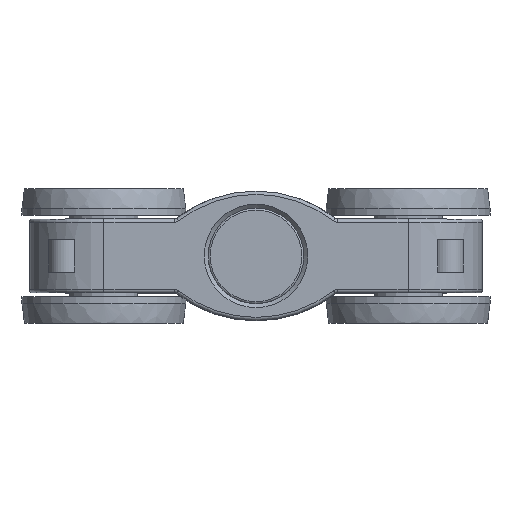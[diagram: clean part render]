
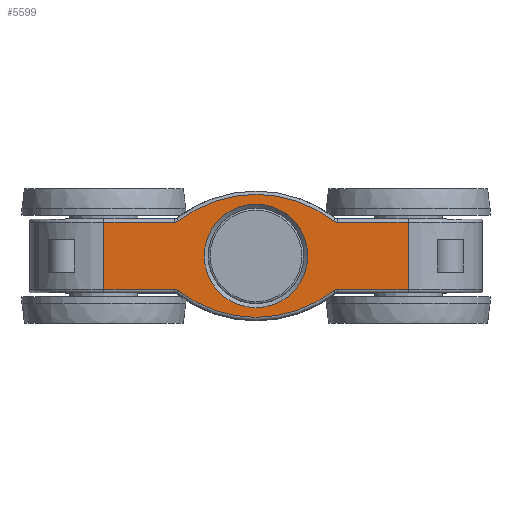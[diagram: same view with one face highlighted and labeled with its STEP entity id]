
A CAD part, top view. The second image highlights one B-rep face of the part: STEP entity #5599.
In plain terms, the highlighted planar face has unit normal (0, 0, 1).
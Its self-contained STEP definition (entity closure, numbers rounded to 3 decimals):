
#381=CIRCLE('',#6236,1.);
#386=CIRCLE('',#6243,19.5);
#391=CIRCLE('',#6250,1.);
#397=CIRCLE('',#6261,1.);
#398=CIRCLE('',#6262,19.5);
#399=CIRCLE('',#6263,1.);
#400=CIRCLE('',#6264,8.);
#401=CIRCLE('',#6265,8.);
#897=FACE_BOUND('',#1381,.T.);
#1043=FACE_OUTER_BOUND('',#1380,.T.);
#1380=EDGE_LOOP('',(#4292,#4293,#4294,#4295,#4296,#4297,#4298,#4299,#4300,
#4301,#4302,#4303));
#1381=EDGE_LOOP('',(#4304,#4305));
#1757=LINE('',#9076,#2089);
#1821=LINE('',#9329,#2153);
#1835=LINE('',#9387,#2167);
#1838=LINE('',#9426,#2170);
#1840=LINE('',#9435,#2172);
#1841=LINE('',#9442,#2173);
#2089=VECTOR('',#7134,10.);
#2153=VECTOR('',#7354,10.);
#2167=VECTOR('',#7426,10.);
#2170=VECTOR('',#7479,10.);
#2172=VECTOR('',#7491,10.);
#2173=VECTOR('',#7498,10.);
#2436=VERTEX_POINT('',#9073);
#2437=VERTEX_POINT('',#9075);
#2503=VERTEX_POINT('',#9326);
#2504=VERTEX_POINT('',#9328);
#2518=VERTEX_POINT('',#9383);
#2521=VERTEX_POINT('',#9393);
#2524=VERTEX_POINT('',#9403);
#2527=VERTEX_POINT('',#9413);
#2532=VERTEX_POINT('',#9434);
#2533=VERTEX_POINT('',#9436);
#2534=VERTEX_POINT('',#9438);
#2535=VERTEX_POINT('',#9440);
#2536=VERTEX_POINT('',#9443);
#2537=VERTEX_POINT('',#9444);
#3044=EDGE_CURVE('',#2437,#2436,#1757,.T.);
#3152=EDGE_CURVE('',#2504,#2503,#1821,.T.);
#3181=EDGE_CURVE('',#2437,#2518,#1835,.T.);
#3186=EDGE_CURVE('',#2518,#2521,#381,.T.);
#3191=EDGE_CURVE('',#2521,#2524,#386,.T.);
#3196=EDGE_CURVE('',#2524,#2527,#391,.T.);
#3201=EDGE_CURVE('',#2527,#2503,#1838,.T.);
#3205=EDGE_CURVE('',#2532,#2436,#1840,.T.);
#3206=EDGE_CURVE('',#2533,#2532,#397,.T.);
#3207=EDGE_CURVE('',#2534,#2533,#398,.T.);
#3208=EDGE_CURVE('',#2535,#2534,#399,.T.);
#3209=EDGE_CURVE('',#2504,#2535,#1841,.T.);
#3210=EDGE_CURVE('',#2536,#2537,#400,.T.);
#3211=EDGE_CURVE('',#2537,#2536,#401,.T.);
#4292=ORIENTED_EDGE('',*,*,#3201,.F.);
#4293=ORIENTED_EDGE('',*,*,#3196,.F.);
#4294=ORIENTED_EDGE('',*,*,#3191,.F.);
#4295=ORIENTED_EDGE('',*,*,#3186,.F.);
#4296=ORIENTED_EDGE('',*,*,#3181,.F.);
#4297=ORIENTED_EDGE('',*,*,#3044,.T.);
#4298=ORIENTED_EDGE('',*,*,#3205,.F.);
#4299=ORIENTED_EDGE('',*,*,#3206,.F.);
#4300=ORIENTED_EDGE('',*,*,#3207,.F.);
#4301=ORIENTED_EDGE('',*,*,#3208,.F.);
#4302=ORIENTED_EDGE('',*,*,#3209,.F.);
#4303=ORIENTED_EDGE('',*,*,#3152,.T.);
#4304=ORIENTED_EDGE('',*,*,#3210,.T.);
#4305=ORIENTED_EDGE('',*,*,#3211,.T.);
#5434=PLANE('',#6260);
#5599=ADVANCED_FACE('',(#1043,#897),#5434,.T.);
#6236=AXIS2_PLACEMENT_3D('',#9397,#7438,#7439);
#6243=AXIS2_PLACEMENT_3D('',#9407,#7452,#7453);
#6250=AXIS2_PLACEMENT_3D('',#9417,#7466,#7467);
#6260=AXIS2_PLACEMENT_3D('',#9433,#7489,#7490);
#6261=AXIS2_PLACEMENT_3D('',#9437,#7492,#7493);
#6262=AXIS2_PLACEMENT_3D('',#9439,#7494,#7495);
#6263=AXIS2_PLACEMENT_3D('',#9441,#7496,#7497);
#6264=AXIS2_PLACEMENT_3D('',#9445,#7499,#7500);
#6265=AXIS2_PLACEMENT_3D('',#9446,#7501,#7502);
#7134=DIRECTION('',(0.,-1.,0.));
#7354=DIRECTION('',(0.,1.,0.));
#7426=DIRECTION('',(1.,0.,0.));
#7438=DIRECTION('center_axis',(0.,0.,1.));
#7439=DIRECTION('ref_axis',(0.324,-0.946,0.));
#7452=DIRECTION('center_axis',(0.,0.,-1.));
#7453=DIRECTION('ref_axis',(0.,1.,0.));
#7466=DIRECTION('center_axis',(0.,0.,1.));
#7467=DIRECTION('ref_axis',(-0.324,-0.946,0.));
#7479=DIRECTION('',(1.,0.,0.));
#7489=DIRECTION('center_axis',(0.,0.,1.));
#7490=DIRECTION('ref_axis',(1.,0.,0.));
#7491=DIRECTION('',(-1.,0.,0.));
#7492=DIRECTION('center_axis',(0.,0.,1.));
#7493=DIRECTION('ref_axis',(0.324,0.946,0.));
#7494=DIRECTION('center_axis',(0.,0.,-1.));
#7495=DIRECTION('ref_axis',(0.,-1.,0.));
#7496=DIRECTION('center_axis',(0.,0.,1.));
#7497=DIRECTION('ref_axis',(-0.324,0.946,0.));
#7498=DIRECTION('',(-1.,0.,0.));
#7499=DIRECTION('center_axis',(0.,0.,-1.));
#7500=DIRECTION('ref_axis',(1.,0.,0.));
#7501=DIRECTION('center_axis',(0.,0.,-1.));
#7502=DIRECTION('ref_axis',(1.,0.,0.));
#9073=CARTESIAN_POINT('',(-23.5,-5.2,11.5));
#9075=CARTESIAN_POINT('',(-23.5,5.2,11.5));
#9076=CARTESIAN_POINT('',(-23.5,0.,11.5));
#9326=CARTESIAN_POINT('',(23.5,5.2,11.5));
#9328=CARTESIAN_POINT('',(23.5,-5.2,11.5));
#9329=CARTESIAN_POINT('',(23.5,0.,11.5));
#9383=CARTESIAN_POINT('',(-12.562,5.2,11.5));
#9387=CARTESIAN_POINT('',(-7.725,5.2,11.5));
#9393=CARTESIAN_POINT('',(-11.949,5.41,11.5));
#9397=CARTESIAN_POINT('Origin',(-12.562,6.2,11.5));
#9403=CARTESIAN_POINT('',(11.949,5.41,11.5));
#9407=CARTESIAN_POINT('Origin',(0.,-10.,11.5));
#9413=CARTESIAN_POINT('',(12.562,5.2,11.5));
#9417=CARTESIAN_POINT('Origin',(12.562,6.2,11.5));
#9426=CARTESIAN_POINT('',(7.725,5.2,11.5));
#9433=CARTESIAN_POINT('Origin',(0.,0.,11.5));
#9434=CARTESIAN_POINT('',(-12.562,-5.2,11.5));
#9435=CARTESIAN_POINT('',(-7.725,-5.2,11.5));
#9436=CARTESIAN_POINT('',(-11.949,-5.41,11.5));
#9437=CARTESIAN_POINT('Origin',(-12.562,-6.2,11.5));
#9438=CARTESIAN_POINT('',(11.949,-5.41,11.5));
#9439=CARTESIAN_POINT('Origin',(0.,10.,11.5));
#9440=CARTESIAN_POINT('',(12.562,-5.2,11.5));
#9441=CARTESIAN_POINT('Origin',(12.562,-6.2,11.5));
#9442=CARTESIAN_POINT('',(7.725,-5.2,11.5));
#9443=CARTESIAN_POINT('',(8.,0.,11.5));
#9444=CARTESIAN_POINT('',(-8.,0.,11.5));
#9445=CARTESIAN_POINT('Origin',(0.,0.,11.5));
#9446=CARTESIAN_POINT('Origin',(0.,0.,11.5));
